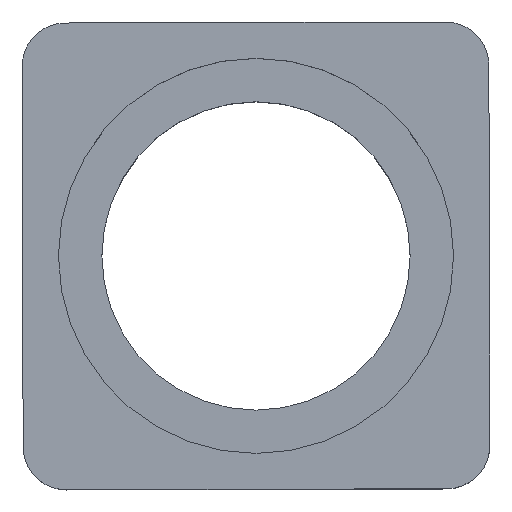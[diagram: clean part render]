
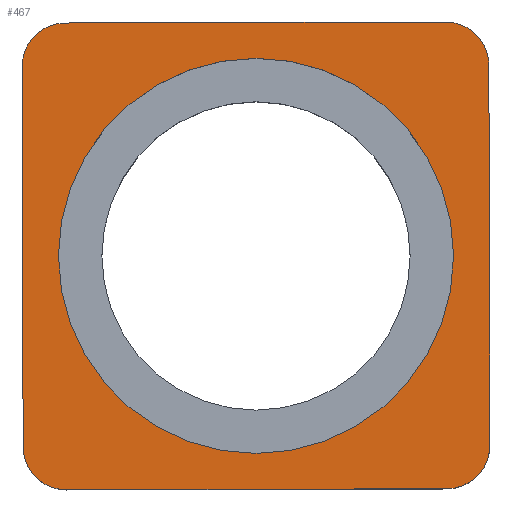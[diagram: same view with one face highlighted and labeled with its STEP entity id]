
A CAD part, top view. The second image highlights one B-rep face of the part: STEP entity #467.
In plain terms, the highlighted planar face has unit normal (0, 0, 1).
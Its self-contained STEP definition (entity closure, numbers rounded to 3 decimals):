
#13 = CARTESIAN_POINT ( 'NONE',  ( -10.754, 1.526, 6.3 ) ) ;
#25 = ORIENTED_EDGE ( 'NONE', *, *, #261, .F. ) ;
#27 = EDGE_CURVE ( 'NONE', #115, #125, #177, .T. ) ;
#31 = VECTOR ( 'NONE', #526, 1000. ) ;
#38 = ORIENTED_EDGE ( 'NONE', *, *, #447, .F. ) ;
#41 = CIRCLE ( 'NONE', #66, 9.1 ) ;
#42 = VERTEX_POINT ( 'NONE', #340 ) ;
#46 = CARTESIAN_POINT ( 'NONE',  ( -8.708, -15.969, 6.3 ) ) ;
#48 = CARTESIAN_POINT ( 'NONE',  ( 0.019, -7.196, 6.3 ) ) ;
#50 = DIRECTION ( 'NONE',  ( -1., 0., 0. ) ) ;
#59 = EDGE_LOOP ( 'NONE', ( #432, #25, #390, #563, #304, #38, #126, #438, #148 ) ) ;
#61 = PLANE ( 'NONE',  #208 ) ;
#62 = CARTESIAN_POINT ( 'NONE',  ( 8.792, -15.923, 6.3 ) ) ;
#65 = CARTESIAN_POINT ( 'NONE',  ( 8.792, -15.923, 6.3 ) ) ;
#66 = AXIS2_PLACEMENT_3D ( 'NONE', #376, #71, #502 ) ;
#71 = DIRECTION ( 'NONE',  ( 0., 0., -1. ) ) ;
#74 = DIRECTION ( 'NONE',  ( 1., 0., 0. ) ) ;
#86 = AXIS2_PLACEMENT_3D ( 'NONE', #48, #228, #50 ) ;
#90 = EDGE_CURVE ( 'NONE', #391, #176, #302, .T. ) ;
#101 = DIRECTION ( 'NONE',  ( 1., 0., 0. ) ) ;
#105 = DIRECTION ( 'NONE',  ( 1., 0., 0. ) ) ;
#114 = DIRECTION ( 'NONE',  ( 0., 0., -1. ) ) ;
#115 = VERTEX_POINT ( 'NONE', #191 ) ;
#120 = CIRCLE ( 'NONE', #245, 2. ) ;
#125 = VERTEX_POINT ( 'NONE', #281 ) ;
#126 = ORIENTED_EDGE ( 'NONE', *, *, #157, .F. ) ;
#132 = CIRCLE ( 'NONE', #450, 2. ) ;
#143 = DIRECTION ( 'NONE',  ( 0., 0., 1. ) ) ;
#148 = ORIENTED_EDGE ( 'NONE', *, *, #190, .F. ) ;
#150 = VECTOR ( 'NONE', #402, 1000. ) ;
#152 = CARTESIAN_POINT ( 'NONE',  ( -8.754, 1.531, 6.3 ) ) ;
#155 = EDGE_CURVE ( 'NONE', #223, #541, #324, .T. ) ;
#157 = EDGE_CURVE ( 'NONE', #541, #414, #542, .T. ) ;
#164 = CARTESIAN_POINT ( 'NONE',  ( 8.798, -17.923, 6.3 ) ) ;
#176 = VERTEX_POINT ( 'NONE', #444 ) ;
#177 = LINE ( 'NONE', #383, #31 ) ;
#190 = EDGE_CURVE ( 'NONE', #42, #223, #120, .T. ) ;
#191 = CARTESIAN_POINT ( 'NONE',  ( -8.759, 3.531, 6.3 ) ) ;
#198 = AXIS2_PLACEMENT_3D ( 'NONE', #152, #114, #101 ) ;
#199 = CIRCLE ( 'NONE', #505, 2. ) ;
#203 = DIRECTION ( 'NONE',  ( 0.003, -1., 0. ) ) ;
#205 = DIRECTION ( 'NONE',  ( 1., 0., 0. ) ) ;
#208 = AXIS2_PLACEMENT_3D ( 'NONE', #362, #143, #537 ) ;
#223 = VERTEX_POINT ( 'NONE', #164 ) ;
#224 = DIRECTION ( 'NONE',  ( 1., 0., 0. ) ) ;
#228 = DIRECTION ( 'NONE',  ( 0., 0., -1. ) ) ;
#230 = DIRECTION ( 'NONE',  ( -1., -0.003, 0. ) ) ;
#235 = EDGE_CURVE ( 'NONE', #423, #115, #488, .T. ) ;
#237 = LINE ( 'NONE', #406, #412 ) ;
#245 = AXIS2_PLACEMENT_3D ( 'NONE', #62, #504, #205 ) ;
#254 = VERTEX_POINT ( 'NONE', #499 ) ;
#261 = EDGE_CURVE ( 'NONE', #525, #254, #237, .T. ) ;
#276 = CARTESIAN_POINT ( 'NONE',  ( 9.119, -7.196, 6.3 ) ) ;
#281 = CARTESIAN_POINT ( 'NONE',  ( 8.741, 3.577, 6.3 ) ) ;
#287 = FACE_OUTER_BOUND ( 'NONE', #59, .T. ) ;
#297 = EDGE_CURVE ( 'NONE', #176, #391, #41, .T. ) ;
#301 = AXIS2_PLACEMENT_3D ( 'NONE', #46, #320, #224 ) ;
#302 = CIRCLE ( 'NONE', #86, 9.1 ) ;
#304 = ORIENTED_EDGE ( 'NONE', *, *, #235, .F. ) ;
#307 = ORIENTED_EDGE ( 'NONE', *, *, #297, .T. ) ;
#319 = EDGE_CURVE ( 'NONE', #254, #42, #132, .T. ) ;
#320 = DIRECTION ( 'NONE',  ( 0., 0., -1. ) ) ;
#324 = LINE ( 'NONE', #495, #469 ) ;
#328 = CARTESIAN_POINT ( 'NONE',  ( 10.746, 1.583, 6.3 ) ) ;
#331 = CARTESIAN_POINT ( 'NONE',  ( -10.742, -2.974, 6.3 ) ) ;
#340 = CARTESIAN_POINT ( 'NONE',  ( 10.792, -15.923, 6.3 ) ) ;
#362 = CARTESIAN_POINT ( 'NONE',  ( 0.019, -7.196, 6.3 ) ) ;
#376 = CARTESIAN_POINT ( 'NONE',  ( 0.019, -7.196, 6.3 ) ) ;
#383 = CARTESIAN_POINT ( 'NONE',  ( -10.759, 3.526, 6.3 ) ) ;
#390 = ORIENTED_EDGE ( 'NONE', *, *, #556, .F. ) ;
#391 = VERTEX_POINT ( 'NONE', #276 ) ;
#393 = EDGE_LOOP ( 'NONE', ( #307, #456 ) ) ;
#402 = DIRECTION ( 'NONE',  ( -0.003, 1., 0. ) ) ;
#406 = CARTESIAN_POINT ( 'NONE',  ( 10.758, -2.917, 6.3 ) ) ;
#411 = FACE_BOUND ( 'NONE', #393, .T. ) ;
#412 = VECTOR ( 'NONE', #203, 1000. ) ;
#414 = VERTEX_POINT ( 'NONE', #539 ) ;
#418 = CARTESIAN_POINT ( 'NONE',  ( 8.746, 1.577, 6.3 ) ) ;
#423 = VERTEX_POINT ( 'NONE', #13 ) ;
#432 = ORIENTED_EDGE ( 'NONE', *, *, #319, .F. ) ;
#438 = ORIENTED_EDGE ( 'NONE', *, *, #155, .F. ) ;
#444 = CARTESIAN_POINT ( 'NONE',  ( -9.081, -7.196, 6.3 ) ) ;
#447 = EDGE_CURVE ( 'NONE', #414, #423, #457, .T. ) ;
#450 = AXIS2_PLACEMENT_3D ( 'NONE', #65, #453, #105 ) ;
#453 = DIRECTION ( 'NONE',  ( 0., 0., -1. ) ) ;
#456 = ORIENTED_EDGE ( 'NONE', *, *, #90, .T. ) ;
#457 = LINE ( 'NONE', #331, #150 ) ;
#467 = ADVANCED_FACE ( 'NONE', ( #411, #287 ), #61, .T. ) ;
#469 = VECTOR ( 'NONE', #230, 1000. ) ;
#488 = CIRCLE ( 'NONE', #198, 2. ) ;
#495 = CARTESIAN_POINT ( 'NONE',  ( 0.048, -17.946, 6.3 ) ) ;
#497 = CARTESIAN_POINT ( 'NONE',  ( -8.702, -17.969, 6.3 ) ) ;
#499 = CARTESIAN_POINT ( 'NONE',  ( 10.792, -15.917, 6.3 ) ) ;
#502 = DIRECTION ( 'NONE',  ( -1., 0., 0. ) ) ;
#504 = DIRECTION ( 'NONE',  ( 0., 0., -1. ) ) ;
#505 = AXIS2_PLACEMENT_3D ( 'NONE', #418, #514, #74 ) ;
#514 = DIRECTION ( 'NONE',  ( 0., 0., -1. ) ) ;
#525 = VERTEX_POINT ( 'NONE', #328 ) ;
#526 = DIRECTION ( 'NONE',  ( 1., 0.003, 0. ) ) ;
#537 = DIRECTION ( 'NONE',  ( 1., 0., 0. ) ) ;
#539 = CARTESIAN_POINT ( 'NONE',  ( -10.708, -15.974, 6.3 ) ) ;
#541 = VERTEX_POINT ( 'NONE', #497 ) ;
#542 = CIRCLE ( 'NONE', #301, 2. ) ;
#556 = EDGE_CURVE ( 'NONE', #125, #525, #199, .T. ) ;
#563 = ORIENTED_EDGE ( 'NONE', *, *, #27, .F. ) ;
